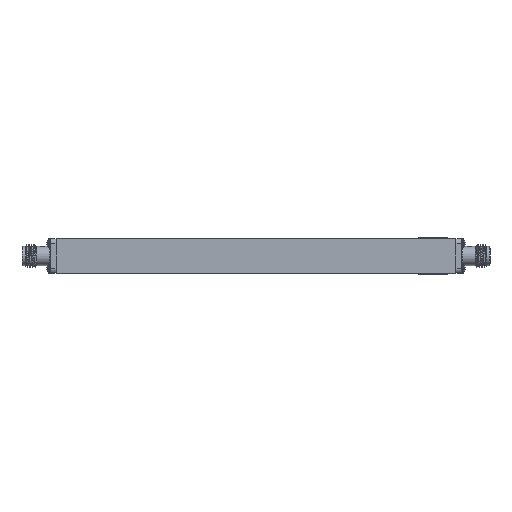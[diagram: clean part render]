
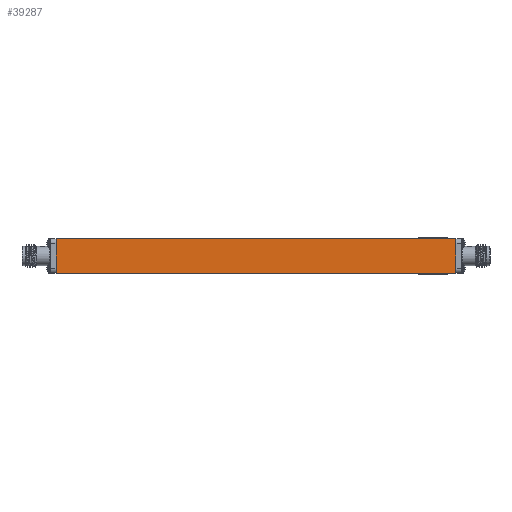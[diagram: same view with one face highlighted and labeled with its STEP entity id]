
A CAD part, front view. The second image highlights one B-rep face of the part: STEP entity #39287.
In plain terms, the highlighted planar face has unit normal (0, -1, 0).
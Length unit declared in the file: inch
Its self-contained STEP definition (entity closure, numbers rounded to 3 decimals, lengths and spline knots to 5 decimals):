
#319 = CARTESIAN_POINT ( 'NONE',  ( 2.2, -0.3, -0.19 ) ) ;
#326 = LINE ( 'NONE', #17596, #5388 ) ;
#1130 = EDGE_CURVE ( 'NONE', #6220, #32339, #326, .T. ) ;
#1355 = VERTEX_POINT ( 'NONE', #6767 ) ;
#3470 = EDGE_CURVE ( 'NONE', #1355, #8242, #21847, .T. ) ;
#5388 = VECTOR ( 'NONE', #24017, 39.37008 ) ;
#6204 = EDGE_CURVE ( 'NONE', #32339, #8242, #11647, .T. ) ;
#6220 = VERTEX_POINT ( 'NONE', #34844 ) ;
#6483 = ORIENTED_EDGE ( 'NONE', *, *, #1130, .T. ) ;
#6767 = CARTESIAN_POINT ( 'NONE',  ( 2.2, -0.3, 0.19 ) ) ;
#7478 = EDGE_LOOP ( 'NONE', ( #20110, #36569, #21292, #6483 ) ) ;
#8242 = VERTEX_POINT ( 'NONE', #319 ) ;
#9357 = DIRECTION ( 'NONE',  ( 1., 0., 0. ) ) ;
#9551 = CARTESIAN_POINT ( 'NONE',  ( 2.2, -0.3, 0.19 ) ) ;
#11647 = LINE ( 'NONE', #21986, #19202 ) ;
#12820 = VECTOR ( 'NONE', #16460, 39.37008 ) ;
#14123 = DIRECTION ( 'NONE',  ( 0., 1., 0. ) ) ;
#14481 = VECTOR ( 'NONE', #9357, 39.37008 ) ;
#14959 = LINE ( 'NONE', #21767, #14481 ) ;
#16460 = DIRECTION ( 'NONE',  ( 0., 0., -1. ) ) ;
#17596 = CARTESIAN_POINT ( 'NONE',  ( -2.2, -0.3, 0.19 ) ) ;
#19202 = VECTOR ( 'NONE', #32447, 39.37008 ) ;
#20110 = ORIENTED_EDGE ( 'NONE', *, *, #6204, .T. ) ;
#21292 = ORIENTED_EDGE ( 'NONE', *, *, #39106, .F. ) ;
#21767 = CARTESIAN_POINT ( 'NONE',  ( -2.2, -0.3, 0.19 ) ) ;
#21804 = CARTESIAN_POINT ( 'NONE',  ( -2.2, -0.3, -0.19 ) ) ;
#21847 = LINE ( 'NONE', #9551, #12820 ) ;
#21986 = CARTESIAN_POINT ( 'NONE',  ( -2.2, -0.3, -0.19 ) ) ;
#24017 = DIRECTION ( 'NONE',  ( 0., 0., -1. ) ) ;
#25271 = AXIS2_PLACEMENT_3D ( 'NONE', #33402, #14123, #27234 ) ;
#25976 = FACE_OUTER_BOUND ( 'NONE', #7478, .T. ) ;
#27234 = DIRECTION ( 'NONE',  ( 0., 0., 1. ) ) ;
#32339 = VERTEX_POINT ( 'NONE', #21804 ) ;
#32447 = DIRECTION ( 'NONE',  ( 1., 0., 0. ) ) ;
#33402 = CARTESIAN_POINT ( 'NONE',  ( -2.2, -0.3, 0.19 ) ) ;
#34844 = CARTESIAN_POINT ( 'NONE',  ( -2.2, -0.3, 0.19 ) ) ;
#36333 = PLANE ( 'NONE',  #25271 ) ;
#36569 = ORIENTED_EDGE ( 'NONE', *, *, #3470, .F. ) ;
#39106 = EDGE_CURVE ( 'NONE', #6220, #1355, #14959, .T. ) ;
#39287 = ADVANCED_FACE ( 'NONE', ( #25976 ), #36333, .F. ) ;
